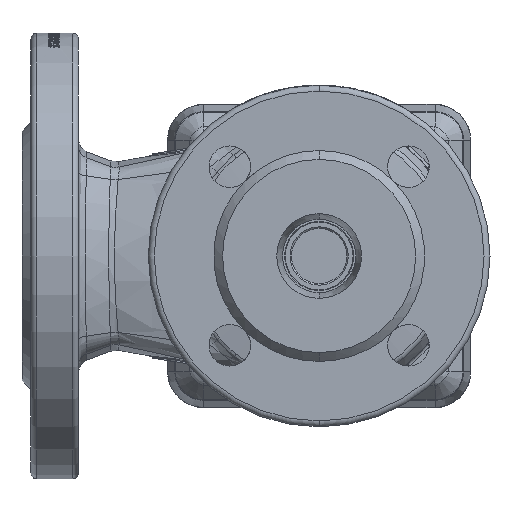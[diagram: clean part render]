
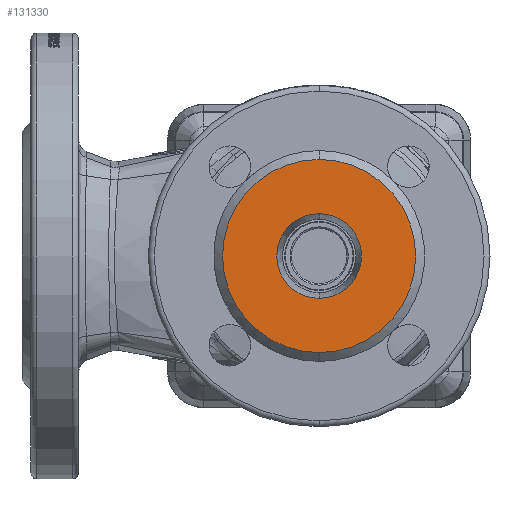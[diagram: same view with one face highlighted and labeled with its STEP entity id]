
A CAD part, front view. The second image highlights one B-rep face of the part: STEP entity #131330.
In plain terms, the highlighted planar face has unit normal (0, -1, 0).
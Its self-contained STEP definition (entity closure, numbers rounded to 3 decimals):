
#13378 = DIRECTION ( 'NONE',  ( 0., 0., -1. ) ) ;
#14129 = DIRECTION ( 'NONE',  ( 0., 1., 0. ) ) ;
#17135 = DIRECTION ( 'NONE',  ( 0., 1., 0. ) ) ;
#21162 = VERTEX_POINT ( 'NONE', #103632 ) ;
#25601 = EDGE_CURVE ( 'NONE', #130678, #47697, #80877, .T. ) ;
#28313 = CARTESIAN_POINT ( 'NONE',  ( 0., -105., 0. ) ) ;
#30109 = CIRCLE ( 'NONE', #134521, 32.5 ) ;
#31235 = VERTEX_POINT ( 'NONE', #41771 ) ;
#36393 = CARTESIAN_POINT ( 'NONE',  ( 0., -105., 0. ) ) ;
#39367 = DIRECTION ( 'NONE',  ( 0., 0., -1. ) ) ;
#41136 = FACE_BOUND ( 'NONE', #98785, .T. ) ;
#41771 = CARTESIAN_POINT ( 'NONE',  ( 0., -105., -32.5 ) ) ;
#45000 = EDGE_CURVE ( 'NONE', #47697, #130678, #55791, .T. ) ;
#47697 = VERTEX_POINT ( 'NONE', #72938 ) ;
#52309 = DIRECTION ( 'NONE',  ( 0., -1., 0. ) ) ;
#54759 = ORIENTED_EDGE ( 'NONE', *, *, #25601, .T. ) ;
#55791 = CIRCLE ( 'NONE', #137346, 14.25 ) ;
#57969 = AXIS2_PLACEMENT_3D ( 'NONE', #136940, #52309, #13378 ) ;
#59631 = DIRECTION ( 'NONE',  ( 0., 1., 0. ) ) ;
#60379 = AXIS2_PLACEMENT_3D ( 'NONE', #93286, #59631, #108324 ) ;
#72938 = CARTESIAN_POINT ( 'NONE',  ( 0., -105., -14.25 ) ) ;
#78406 = CARTESIAN_POINT ( 'NONE',  ( 0., -105., 0. ) ) ;
#80877 = CIRCLE ( 'NONE', #101273, 14.25 ) ;
#84445 = EDGE_LOOP ( 'NONE', ( #146363, #96949 ) ) ;
#93286 = CARTESIAN_POINT ( 'NONE',  ( 0., -105., 0. ) ) ;
#96949 = ORIENTED_EDGE ( 'NONE', *, *, #116023, .F. ) ;
#98785 = EDGE_LOOP ( 'NONE', ( #54759, #115579 ) ) ;
#101273 = AXIS2_PLACEMENT_3D ( 'NONE', #36393, #14129, #121721 ) ;
#101832 = FACE_OUTER_BOUND ( 'NONE', #84445, .T. ) ;
#103632 = CARTESIAN_POINT ( 'NONE',  ( 0., -105., 32.5 ) ) ;
#107071 = CARTESIAN_POINT ( 'NONE',  ( 0., -105., 14.25 ) ) ;
#108324 = DIRECTION ( 'NONE',  ( 0., 0., -1. ) ) ;
#112159 = PLANE ( 'NONE',  #57969 ) ;
#112679 = DIRECTION ( 'NONE',  ( 0., 1., 0. ) ) ;
#115579 = ORIENTED_EDGE ( 'NONE', *, *, #45000, .T. ) ;
#116023 = EDGE_CURVE ( 'NONE', #31235, #21162, #126695, .T. ) ;
#121721 = DIRECTION ( 'NONE',  ( 0., 0., -1. ) ) ;
#126695 = CIRCLE ( 'NONE', #60379, 32.5 ) ;
#130678 = VERTEX_POINT ( 'NONE', #107071 ) ;
#131330 = ADVANCED_FACE ( 'NONE', ( #101832, #41136 ), #112159, .T. ) ;
#134521 = AXIS2_PLACEMENT_3D ( 'NONE', #28313, #17135, #39367 ) ;
#136940 = CARTESIAN_POINT ( 'NONE',  ( 0., -105., 0. ) ) ;
#137346 = AXIS2_PLACEMENT_3D ( 'NONE', #78406, #112679, #148733 ) ;
#139705 = EDGE_CURVE ( 'NONE', #21162, #31235, #30109, .T. ) ;
#146363 = ORIENTED_EDGE ( 'NONE', *, *, #139705, .F. ) ;
#148733 = DIRECTION ( 'NONE',  ( 0., 0., -1. ) ) ;
